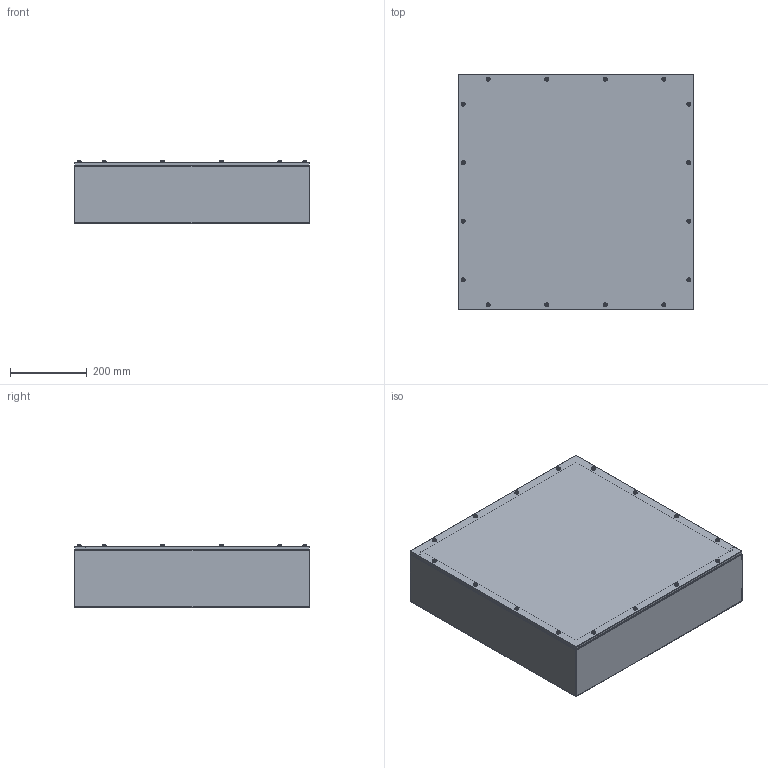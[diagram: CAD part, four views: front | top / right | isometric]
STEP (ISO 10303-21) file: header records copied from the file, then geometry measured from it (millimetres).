
FILE_DESCRIPTION(/* description */ ('WA_GSCSSA, NEMA 4X, SC, 316 S.S., 24X24X6'),/* implementation_level */ '2;1');
FILE_NAME(/* name */ 'WA242406GSCSSA.stp',/* time_stamp */ '2020-03-04T16:23:56-06:00',/* author */ ('mraetz'),/* organization */ (''),/* preprocessor_version */ 'ST-DEVELOPER v18',/* originating_system */ 'Autodesk Inventor 2020',/* authorisation */ '');
FILE_SCHEMA (('AUTOMOTIVE_DESIGN { 1 0 10303 214 3 1 1 }'));
Length unit declared in the file: inch
Products named in the file (8): WA242406GSCSSA; WA242406GSCSSABKP; WA2424GSCSSALID; HFW372236; HFW372236-WASHER; HFW372236-SCREW; 34984; HFW316364
Assembly tree (38 placements, depth 3):
  WA242406GSCSSA
    WA242406GSCSSABKP
    WA2424GSCSSALID
    HFW372236  x16
      HFW372236-WASHER
      HFW372236-SCREW
    34984  x16
    HFW316364  x2
Bounding box: 612.77 x 612.77 x 165.34 mm (x, y, z)
Volume: 2504081.3 mm3; surface area: 2474899.8 mm2
Topology: 52 solids, 52 shells, 1604 faces, 4316 edges, 2880 vertices
Faces by surface type: plane 740, cylinder 560, cone 176, bspline 48, torus 48, sphere 32
Full cylindrical faces by diameter (mm): 3.556 x16, 3.589 x144, 3.962 x16, 4.445 x16, 4.724 x128, 4.978 x16, 6.299 x16, 6.528 x16, 7.144 x16, 7.95 x16, 9.525 x16, 10.312 x16
Entity records: 9782 total; most frequent: CARTESIAN_POINT 3109, DIRECTION 1281, ORIENTED_EDGE 1246, EDGE_CURVE 623, AXIS2_PLACEMENT_3D 477, VERTEX_POINT 406, LINE 327, VECTOR 327
